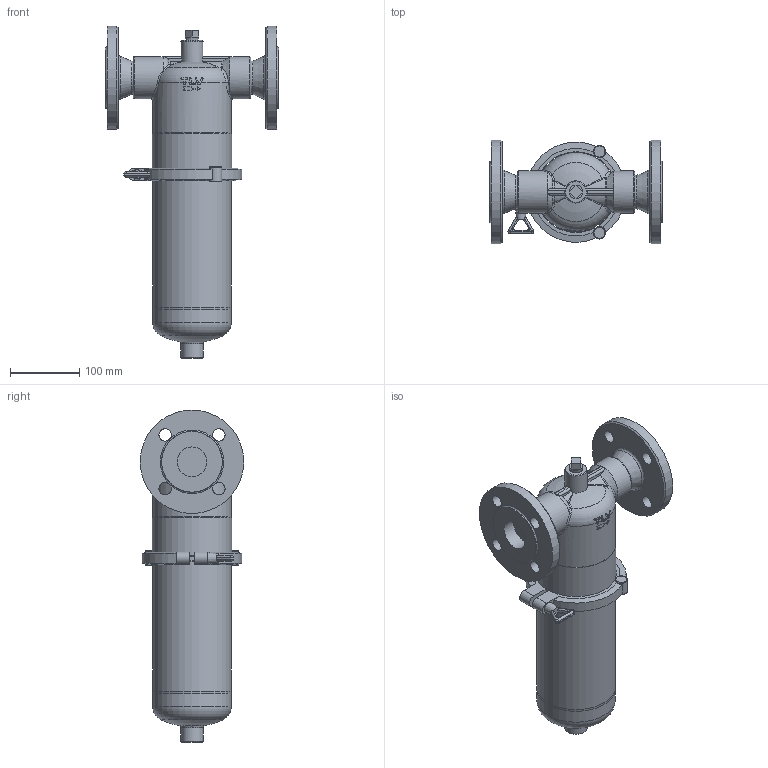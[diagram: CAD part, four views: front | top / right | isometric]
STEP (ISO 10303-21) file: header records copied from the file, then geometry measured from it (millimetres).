
FILE_DESCRIPTION((''),'2;1');
FILE_NAME('sf100-040-e0025-00.stp','2010-07-16T14:46:07',('nakaot'),(''),'Autodesk Inventor 2008','Autodesk Inventor 2008','');
FILE_SCHEMA(('AUTOMOTIVE_DESIGN { 1 0 10303 214 1 1 1 1 }'));
Length unit declared in the file: millimetre
Products named in the file (1): sf100-040-e0025-00
Bounding box: 252 x 150 x 481 mm (x, y, z)
Volume: 4982686.7 mm3; surface area: 307065.8 mm2
Topology: 2 solids, 2 shells, 243 faces, 595 edges, 362 vertices
Faces by surface type: plane 82, cylinder 65, bspline 55, torus 18, cone 16, sphere 7
Full cylindrical faces by diameter (mm): 18 x5, 32 x2, 43.1 x1, 48.3 x1, 61 x2, 88 x1, 100 x1, 107.8 x1, 114 x2, 114.3 x1, 115 x1, 150 x1
Entity records: 9741 total; most frequent: CARTESIAN_POINT 4577, ORIENTED_EDGE 1040, DIRECTION 1016, EDGE_CURVE 520, AXIS2_PLACEMENT_3D 433, VERTEX_POINT 346, EDGE_LOOP 326, FACE_OUTER_BOUND 243
